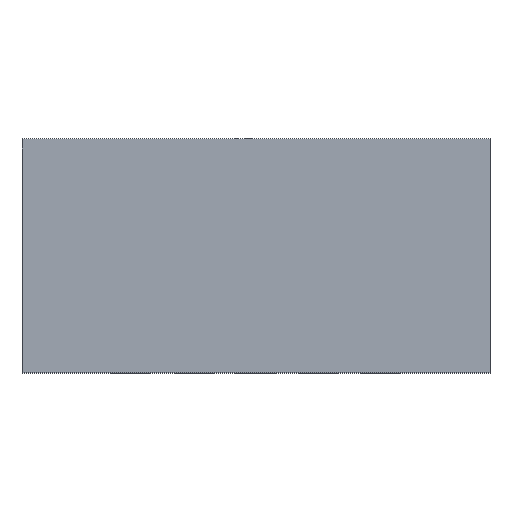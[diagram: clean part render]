
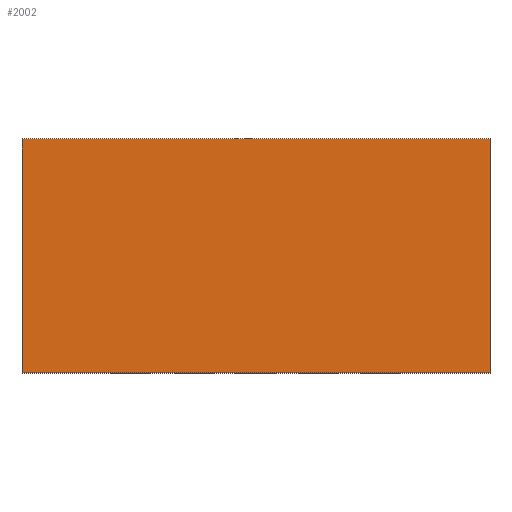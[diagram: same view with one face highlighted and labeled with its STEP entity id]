
A CAD part, top view. The second image highlights one B-rep face of the part: STEP entity #2002.
In plain terms, the highlighted planar face has unit normal (0, 0, 1).
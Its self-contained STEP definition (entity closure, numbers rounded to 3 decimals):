
#1688 = VERTEX_POINT('',#1689);
#1689 = CARTESIAN_POINT('',(-3.,0.,0.6));
#1696 = PLANE('',#1697);
#1697 = AXIS2_PLACEMENT_3D('',#1698,#1699,#1700);
#1698 = CARTESIAN_POINT('',(-3.,0.,0.1));
#1699 = DIRECTION('',(1.,0.,0.));
#1700 = DIRECTION('',(0.,0.,1.));
#1708 = PLANE('',#1709);
#1709 = AXIS2_PLACEMENT_3D('',#1710,#1711,#1712);
#1710 = CARTESIAN_POINT('',(-3.,0.,0.1));
#1711 = DIRECTION('',(0.,1.,0.));
#1712 = DIRECTION('',(0.,0.,1.));
#1749 = VERTEX_POINT('',#1750);
#1750 = CARTESIAN_POINT('',(-3.,3.,0.6));
#1764 = PLANE('',#1765);
#1765 = AXIS2_PLACEMENT_3D('',#1766,#1767,#1768);
#1766 = CARTESIAN_POINT('',(-3.,3.,0.1));
#1767 = DIRECTION('',(0.,1.,0.));
#1768 = DIRECTION('',(0.,0.,1.));
#1776 = EDGE_CURVE('',#1688,#1749,#1777,.T.);
#1777 = SURFACE_CURVE('',#1778,(#1782,#1789),.PCURVE_S1.);
#1778 = LINE('',#1779,#1780);
#1779 = CARTESIAN_POINT('',(-3.,0.,0.6));
#1780 = VECTOR('',#1781,1.);
#1781 = DIRECTION('',(0.,1.,0.));
#1782 = PCURVE('',#1696,#1783);
#1783 = DEFINITIONAL_REPRESENTATION('',(#1784),#1788);
#1784 = LINE('',#1785,#1786);
#1785 = CARTESIAN_POINT('',(0.5,0.));
#1786 = VECTOR('',#1787,1.);
#1787 = DIRECTION('',(0.,-1.));
#1788 = ( GEOMETRIC_REPRESENTATION_CONTEXT(2) 
PARAMETRIC_REPRESENTATION_CONTEXT() REPRESENTATION_CONTEXT('2D SPACE',''
  ) );
#1789 = PCURVE('',#1790,#1795);
#1790 = PLANE('',#1791);
#1791 = AXIS2_PLACEMENT_3D('',#1792,#1793,#1794);
#1792 = CARTESIAN_POINT('',(-3.,0.,0.6));
#1793 = DIRECTION('',(0.,0.,1.));
#1794 = DIRECTION('',(1.,0.,0.));
#1795 = DEFINITIONAL_REPRESENTATION('',(#1796),#1800);
#1796 = LINE('',#1797,#1798);
#1797 = CARTESIAN_POINT('',(0.,0.));
#1798 = VECTOR('',#1799,1.);
#1799 = DIRECTION('',(0.,1.));
#1800 = ( GEOMETRIC_REPRESENTATION_CONTEXT(2) 
PARAMETRIC_REPRESENTATION_CONTEXT() REPRESENTATION_CONTEXT('2D SPACE',''
  ) );
#1808 = VERTEX_POINT('',#1809);
#1809 = CARTESIAN_POINT('',(3.,0.,0.6));
#1816 = PLANE('',#1817);
#1817 = AXIS2_PLACEMENT_3D('',#1818,#1819,#1820);
#1818 = CARTESIAN_POINT('',(3.,0.,0.1));
#1819 = DIRECTION('',(1.,0.,0.));
#1820 = DIRECTION('',(0.,0.,1.));
#1859 = VERTEX_POINT('',#1860);
#1860 = CARTESIAN_POINT('',(3.,3.,0.6));
#1881 = EDGE_CURVE('',#1808,#1859,#1882,.T.);
#1882 = SURFACE_CURVE('',#1883,(#1887,#1894),.PCURVE_S1.);
#1883 = LINE('',#1884,#1885);
#1884 = CARTESIAN_POINT('',(3.,0.,0.6));
#1885 = VECTOR('',#1886,1.);
#1886 = DIRECTION('',(0.,1.,0.));
#1887 = PCURVE('',#1816,#1888);
#1888 = DEFINITIONAL_REPRESENTATION('',(#1889),#1893);
#1889 = LINE('',#1890,#1891);
#1890 = CARTESIAN_POINT('',(0.5,0.));
#1891 = VECTOR('',#1892,1.);
#1892 = DIRECTION('',(0.,-1.));
#1893 = ( GEOMETRIC_REPRESENTATION_CONTEXT(2) 
PARAMETRIC_REPRESENTATION_CONTEXT() REPRESENTATION_CONTEXT('2D SPACE',''
  ) );
#1894 = PCURVE('',#1790,#1895);
#1895 = DEFINITIONAL_REPRESENTATION('',(#1896),#1900);
#1896 = LINE('',#1897,#1898);
#1897 = CARTESIAN_POINT('',(6.,0.));
#1898 = VECTOR('',#1899,1.);
#1899 = DIRECTION('',(0.,1.));
#1900 = ( GEOMETRIC_REPRESENTATION_CONTEXT(2) 
PARAMETRIC_REPRESENTATION_CONTEXT() REPRESENTATION_CONTEXT('2D SPACE',''
  ) );
#1927 = EDGE_CURVE('',#1688,#1808,#1928,.T.);
#1928 = SURFACE_CURVE('',#1929,(#1933,#1940),.PCURVE_S1.);
#1929 = LINE('',#1930,#1931);
#1930 = CARTESIAN_POINT('',(-3.,0.,0.6));
#1931 = VECTOR('',#1932,1.);
#1932 = DIRECTION('',(1.,0.,0.));
#1933 = PCURVE('',#1708,#1934);
#1934 = DEFINITIONAL_REPRESENTATION('',(#1935),#1939);
#1935 = LINE('',#1936,#1937);
#1936 = CARTESIAN_POINT('',(0.5,0.));
#1937 = VECTOR('',#1938,1.);
#1938 = DIRECTION('',(0.,1.));
#1939 = ( GEOMETRIC_REPRESENTATION_CONTEXT(2) 
PARAMETRIC_REPRESENTATION_CONTEXT() REPRESENTATION_CONTEXT('2D SPACE',''
  ) );
#1940 = PCURVE('',#1790,#1941);
#1941 = DEFINITIONAL_REPRESENTATION('',(#1942),#1946);
#1942 = LINE('',#1943,#1944);
#1943 = CARTESIAN_POINT('',(0.,0.));
#1944 = VECTOR('',#1945,1.);
#1945 = DIRECTION('',(1.,0.));
#1946 = ( GEOMETRIC_REPRESENTATION_CONTEXT(2) 
PARAMETRIC_REPRESENTATION_CONTEXT() REPRESENTATION_CONTEXT('2D SPACE',''
  ) );
#1974 = EDGE_CURVE('',#1749,#1859,#1975,.T.);
#1975 = SURFACE_CURVE('',#1976,(#1980,#1987),.PCURVE_S1.);
#1976 = LINE('',#1977,#1978);
#1977 = CARTESIAN_POINT('',(-3.,3.,0.6));
#1978 = VECTOR('',#1979,1.);
#1979 = DIRECTION('',(1.,0.,0.));
#1980 = PCURVE('',#1764,#1981);
#1981 = DEFINITIONAL_REPRESENTATION('',(#1982),#1986);
#1982 = LINE('',#1983,#1984);
#1983 = CARTESIAN_POINT('',(0.5,0.));
#1984 = VECTOR('',#1985,1.);
#1985 = DIRECTION('',(0.,1.));
#1986 = ( GEOMETRIC_REPRESENTATION_CONTEXT(2) 
PARAMETRIC_REPRESENTATION_CONTEXT() REPRESENTATION_CONTEXT('2D SPACE',''
  ) );
#1987 = PCURVE('',#1790,#1988);
#1988 = DEFINITIONAL_REPRESENTATION('',(#1989),#1993);
#1989 = LINE('',#1990,#1991);
#1990 = CARTESIAN_POINT('',(0.,3.));
#1991 = VECTOR('',#1992,1.);
#1992 = DIRECTION('',(1.,0.));
#1993 = ( GEOMETRIC_REPRESENTATION_CONTEXT(2) 
PARAMETRIC_REPRESENTATION_CONTEXT() REPRESENTATION_CONTEXT('2D SPACE',''
  ) );
#2002 = ADVANCED_FACE('',(#2003),#1790,.T.);
#2003 = FACE_BOUND('',#2004,.T.);
#2004 = EDGE_LOOP('',(#2005,#2006,#2007,#2008));
#2005 = ORIENTED_EDGE('',*,*,#1776,.F.);
#2006 = ORIENTED_EDGE('',*,*,#1927,.T.);
#2007 = ORIENTED_EDGE('',*,*,#1881,.T.);
#2008 = ORIENTED_EDGE('',*,*,#1974,.F.);
